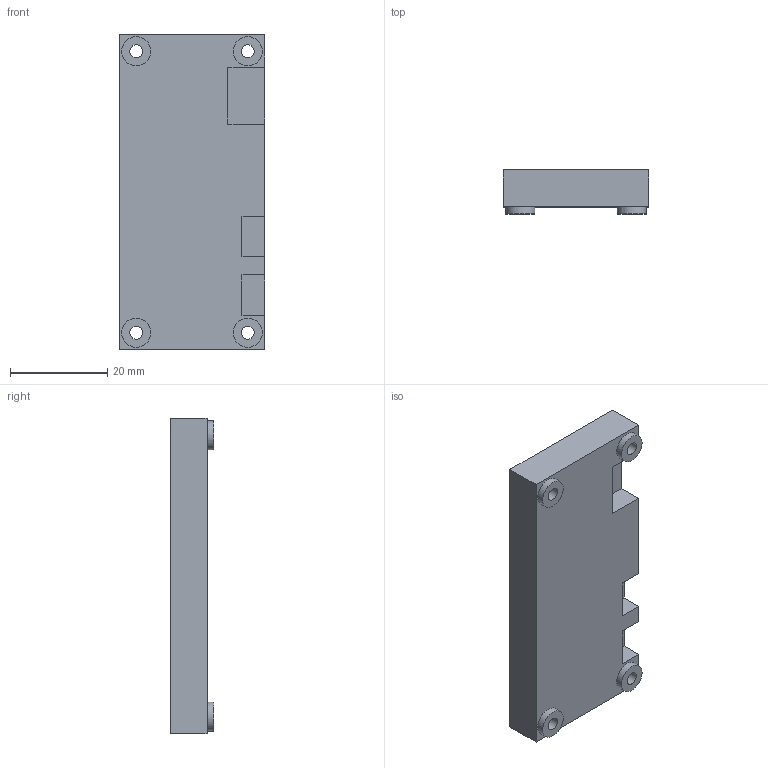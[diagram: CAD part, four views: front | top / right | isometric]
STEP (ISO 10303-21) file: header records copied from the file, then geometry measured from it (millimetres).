
FILE_DESCRIPTION(/* description */ (''),/* implementation_level */ '2;1');
FILE_NAME(/* name */ 'Pi_Heat_Block.stp',/* time_stamp */ '2018-01-10T14:44:56-05:00',/* author */ (''),/* organization */ (''),/* preprocessor_version */ 'ST-DEVELOPER v16',/* originating_system */ 'SIEMENS PLM Software NX 11.0',/* authorisation */ '');
FILE_SCHEMA (('AUTOMOTIVE_DESIGN { 1 0 10303 214 3 1 1 1 }'));
Length unit declared in the file: inch
Products named in the file (1): HeatBlockforPi
Bounding box: 30 x 9.04 x 65 mm (x, y, z)
Volume: 14040.1 mm3; surface area: 5868.6 mm2
Topology: 1 solids, 1 shells, 30 faces, 76 edges, 52 vertices
Faces by surface type: plane 22, cylinder 8
Full cylindrical faces by diameter (mm): 2.65 x4, 6 x4
Entity records: 874 total; most frequent: CARTESIAN_POINT 143, DIRECTION 142, ORIENTED_EDGE 128, EDGE_CURVE 64, EDGE_LOOP 50, VERTEX_POINT 48, LINE 48, VECTOR 48
